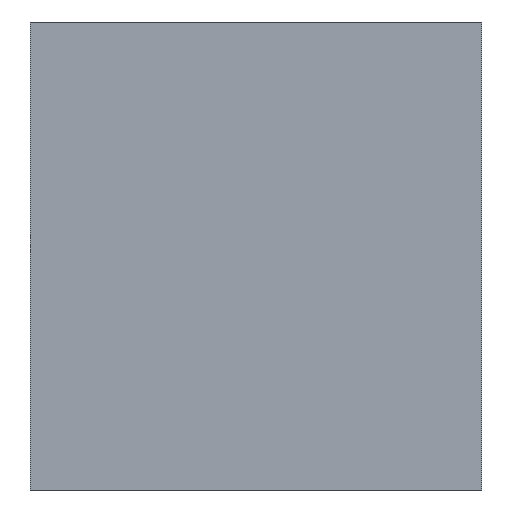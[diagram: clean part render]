
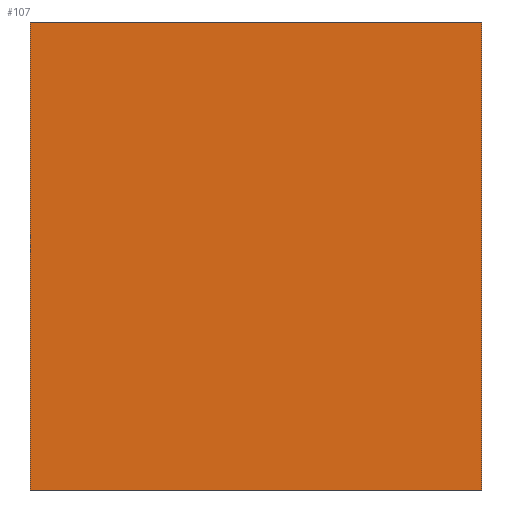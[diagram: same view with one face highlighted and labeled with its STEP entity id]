
A CAD part, front view. The second image highlights one B-rep face of the part: STEP entity #107.
In plain terms, the highlighted planar face has unit normal (0, -1, 0).
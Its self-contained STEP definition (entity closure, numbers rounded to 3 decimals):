
#21=FACE_OUTER_BOUND('',#27,.T.);
#27=EDGE_LOOP('',(#92,#93,#94,#95));
#28=LINE('',#158,#40);
#32=LINE('',#166,#44);
#35=LINE('',#172,#47);
#38=LINE('',#177,#50);
#40=VECTOR('',#132,10.);
#44=VECTOR('',#138,10.);
#47=VECTOR('',#143,10.);
#50=VECTOR('',#148,10.);
#52=VERTEX_POINT('',#156);
#53=VERTEX_POINT('',#157);
#56=VERTEX_POINT('',#165);
#58=VERTEX_POINT('',#171);
#60=EDGE_CURVE('',#52,#53,#28,.T.);
#64=EDGE_CURVE('',#56,#52,#32,.T.);
#67=EDGE_CURVE('',#58,#56,#35,.T.);
#70=EDGE_CURVE('',#53,#58,#38,.T.);
#92=ORIENTED_EDGE('',*,*,#70,.F.);
#93=ORIENTED_EDGE('',*,*,#60,.F.);
#94=ORIENTED_EDGE('',*,*,#64,.F.);
#95=ORIENTED_EDGE('',*,*,#67,.F.);
#101=PLANE('',#127);
#107=ADVANCED_FACE('',(#21),#101,.F.);
#127=AXIS2_PLACEMENT_3D('',#180,#152,#153);
#132=DIRECTION('',(1.,0.,0.));
#138=DIRECTION('',(0.,0.,1.));
#143=DIRECTION('',(-1.,0.,0.));
#148=DIRECTION('',(0.,0.,-1.));
#152=DIRECTION('center_axis',(0.,1.,0.));
#153=DIRECTION('ref_axis',(1.,0.,0.));
#156=CARTESIAN_POINT('',(-25.,0.,25.9));
#157=CARTESIAN_POINT('',(25.,0.,25.9));
#158=CARTESIAN_POINT('',(-25.,0.,25.9));
#165=CARTESIAN_POINT('',(-25.,0.,-25.9));
#166=CARTESIAN_POINT('',(-25.,0.,-25.9));
#171=CARTESIAN_POINT('',(25.,0.,-25.9));
#172=CARTESIAN_POINT('',(25.,0.,-25.9));
#177=CARTESIAN_POINT('',(25.,0.,25.9));
#180=CARTESIAN_POINT('Origin',(0.,0.,0.));
